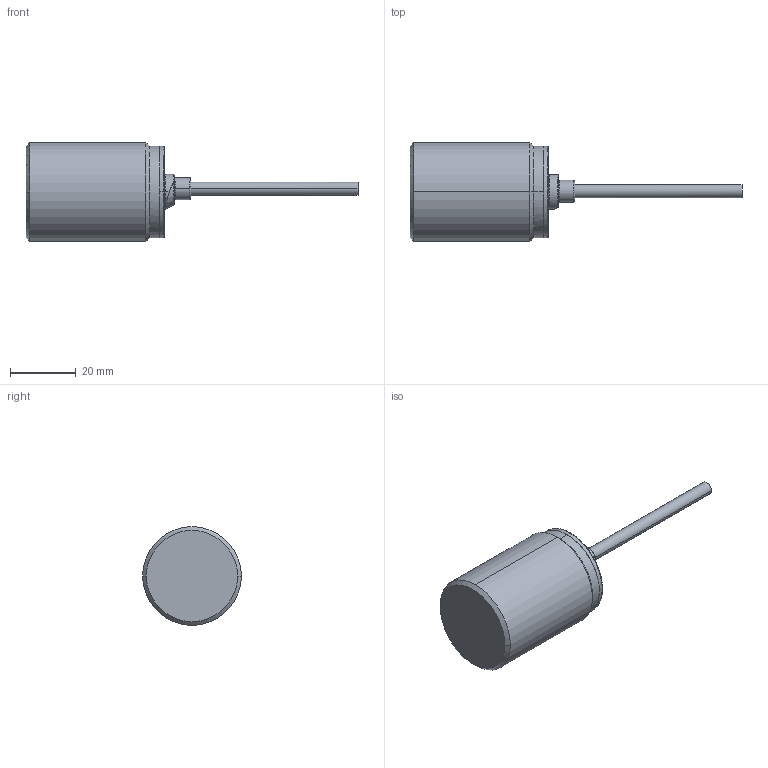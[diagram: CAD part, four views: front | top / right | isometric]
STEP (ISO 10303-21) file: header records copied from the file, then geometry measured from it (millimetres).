
FILE_DESCRIPTION (( 'STEP AP214' ), '1' );
FILE_NAME ('PNT6-AN-4A.step', '2018-04-17T19:56:35', ( '' ), ( '' ), 'SwSTEP 2.0', 'SolidWorks 2017', '' );
FILE_SCHEMA (( 'AUTOMOTIVE_DESIGN' ));
Length unit declared in the file: inch
Products named in the file (1): PNT6-AN-4A
Bounding box: 100.8 x 30 x 30 mm (x, y, z)
Volume: 30150.1 mm3; surface area: 6267.5 mm2
Topology: 1 solids, 1 shells, 77 faces, 222 edges, 143 vertices
Faces by surface type: cylinder 30, bspline 22, plane 15, cone 10
Entity records: 3624 total; most frequent: CARTESIAN_POINT 1716, ORIENTED_EDGE 440, DIRECTION 355, EDGE_CURVE 220, AXIS2_PLACEMENT_3D 147, VERTEX_POINT 143, CIRCLE 91, EDGE_LOOP 85
